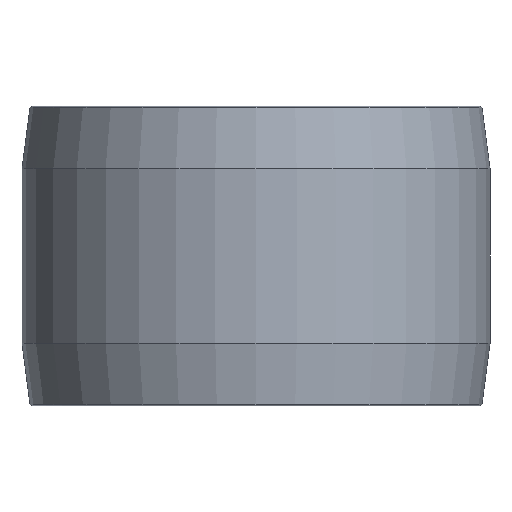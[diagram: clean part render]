
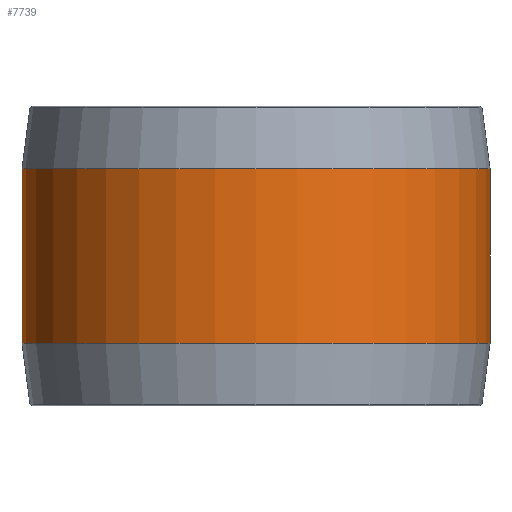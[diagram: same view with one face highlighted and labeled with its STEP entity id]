
A CAD part, left-side view. The second image highlights one B-rep face of the part: STEP entity #7739.
In plain terms, the highlighted cylindrical face has radius 37.5 mm (diameter 75 mm), a partial arc.
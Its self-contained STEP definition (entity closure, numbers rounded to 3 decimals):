
#2199=DIRECTION('',(0.,0.,1.));
#2200=VECTOR('',#2199,28.);
#2201=CARTESIAN_POINT('',(0.,37.5,-14.));
#2202=LINE('',#2201,#2200);
#2203=DIRECTION('',(0.,0.,1.));
#2204=VECTOR('',#2203,28.);
#2205=CARTESIAN_POINT('',(0.,-37.5,-14.));
#2206=LINE('',#2205,#2204);
#2207=CARTESIAN_POINT('',(0.,0.,-14.));
#2208=DIRECTION('',(0.,0.,-1.));
#2209=DIRECTION('',(0.,-1.,0.));
#2210=AXIS2_PLACEMENT_3D('',#2207,#2208,#2209);
#2227=CARTESIAN_POINT('',(0.,0.,14.));
#2228=DIRECTION('',(0.,0.,-1.));
#2229=DIRECTION('',(0.,-1.,0.));
#2230=AXIS2_PLACEMENT_3D('',#2227,#2228,#2229);
#6213=CARTESIAN_POINT('',(0.,37.5,14.));
#6214=CARTESIAN_POINT('',(0.,-37.5,14.));
#6215=VERTEX_POINT('',#6213);
#6216=VERTEX_POINT('',#6214);
#6221=CARTESIAN_POINT('',(0.,37.5,-14.));
#6222=CARTESIAN_POINT('',(0.,-37.5,-14.));
#6223=VERTEX_POINT('',#6221);
#6224=VERTEX_POINT('',#6222);
#7726=CARTESIAN_POINT('',(0.,0.,26.4));
#7727=DIRECTION('',(0.,0.,-1.));
#7728=DIRECTION('',(0.,-1.,0.));
#7729=AXIS2_PLACEMENT_3D('',#7726,#7727,#7728);
#7730=CYLINDRICAL_SURFACE('',#7729,37.5);
#7732=ORIENTED_EDGE('',*,*,#7731,.T.);
#7733=ORIENTED_EDGE('',*,*,#7721,.T.);
#7735=ORIENTED_EDGE('',*,*,#7734,.F.);
#7736=ORIENTED_EDGE('',*,*,#7717,.F.);
#7737=EDGE_LOOP('',(#7732,#7733,#7735,#7736));
#7738=FACE_OUTER_BOUND('',#7737,.F.);
#7739=ADVANCED_FACE('',(#7738),#7730,.T.);
#2211=CIRCLE('',#2210,37.5);
#2231=CIRCLE('',#2230,37.5);
#7717=EDGE_CURVE('',#6224,#6216,#2206,.T.);
#7721=EDGE_CURVE('',#6223,#6215,#2202,.T.);
#7731=EDGE_CURVE('',#6224,#6223,#2211,.T.);
#7734=EDGE_CURVE('',#6216,#6215,#2231,.T.);
